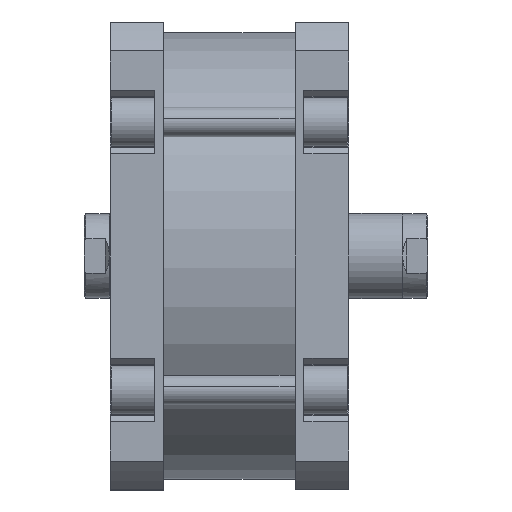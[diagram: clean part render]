
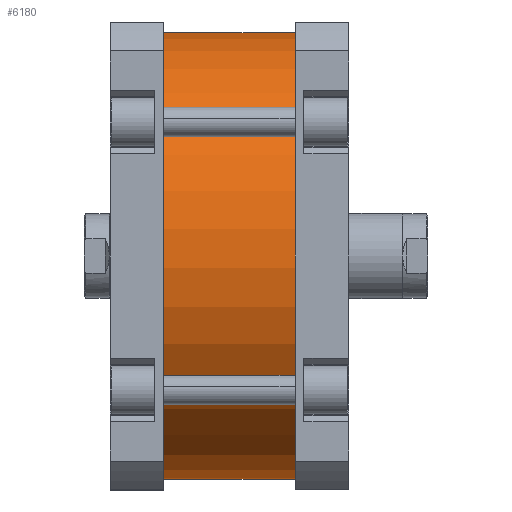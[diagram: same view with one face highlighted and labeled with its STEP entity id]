
A CAD part, front view. The second image highlights one B-rep face of the part: STEP entity #6180.
In plain terms, the highlighted cylindrical face has radius 105 mm (diameter 210 mm), a partial arc.
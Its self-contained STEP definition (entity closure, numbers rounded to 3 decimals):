
#110 = AXIS2_PLACEMENT_3D ( 'NONE', #2563, #2574, #2575 ) ;
#134 = AXIS2_PLACEMENT_3D ( 'NONE', #2695, #2700, #2701 ) ;
#350 = AXIS2_PLACEMENT_3D ( 'NONE', #3758, #3757, #3756 ) ;
#858 = LINE ( 'NONE', #5866, #859 ) ;
#859 = VECTOR ( 'NONE', #5867, 1000. ) ;
#861 = LINE ( 'NONE', #5865, #863 ) ;
#863 = VECTOR ( 'NONE', #5873, 1000. ) ;
#1245 = EDGE_CURVE ( 'NONE', #4235, #4340, #858, .T. ) ;
#1249 = EDGE_CURVE ( 'NONE', #4344, #4297, #861, .T. ) ;
#1349 = EDGE_CURVE ( 'NONE', #4344, #4235, #1864, .T. ) ;
#1411 = EDGE_CURVE ( 'NONE', #4297, #4340, #1943, .T. ) ;
#1864 = CIRCLE ( 'NONE', #110, 105. ) ;
#1943 = CIRCLE ( 'NONE', #134, 105. ) ;
#2356 = FACE_OUTER_BOUND ( 'NONE', #5319, .T. ) ;
#2364 = CYLINDRICAL_SURFACE ( 'NONE', #350, 105. ) ;
#2563 = CARTESIAN_POINT ( 'NONE',  ( 0., 0., 62. ) ) ;
#2574 = DIRECTION ( 'NONE',  ( 0., 0., 1. ) ) ;
#2575 = DIRECTION ( 'NONE',  ( 1., 0., 0. ) ) ;
#2695 = CARTESIAN_POINT ( 'NONE',  ( 0., 0., 0. ) ) ;
#2700 = DIRECTION ( 'NONE',  ( 0., 0., 1. ) ) ;
#2701 = DIRECTION ( 'NONE',  ( 1., 0., 0. ) ) ;
#2920 = CARTESIAN_POINT ( 'NONE',  ( 105., 0., 62. ) ) ;
#2982 = CARTESIAN_POINT ( 'NONE',  ( -105., 0., 0. ) ) ;
#3023 = CARTESIAN_POINT ( 'NONE',  ( 105., 0., 0. ) ) ;
#3027 = CARTESIAN_POINT ( 'NONE',  ( -105., 0., 62. ) ) ;
#3756 = DIRECTION ( 'NONE',  ( -1., 0., 0. ) ) ;
#3757 = DIRECTION ( 'NONE',  ( 0., 0., -1. ) ) ;
#3758 = CARTESIAN_POINT ( 'NONE',  ( 0., 0., 62. ) ) ;
#4235 = VERTEX_POINT ( 'NONE', #2920 ) ;
#4297 = VERTEX_POINT ( 'NONE', #2982 ) ;
#4340 = VERTEX_POINT ( 'NONE', #3023 ) ;
#4344 = VERTEX_POINT ( 'NONE', #3027 ) ;
#4903 = ORIENTED_EDGE ( 'NONE', *, *, #1349, .F. ) ;
#4921 = ORIENTED_EDGE ( 'NONE', *, *, #1249, .T. ) ;
#4923 = ORIENTED_EDGE ( 'NONE', *, *, #1245, .F. ) ;
#4944 = ORIENTED_EDGE ( 'NONE', *, *, #1411, .T. ) ;
#5319 = EDGE_LOOP ( 'NONE', ( #4923, #4903, #4921, #4944 ) ) ;
#5865 = CARTESIAN_POINT ( 'NONE',  ( -105., 0., 62. ) ) ;
#5866 = CARTESIAN_POINT ( 'NONE',  ( 105., 0., 62. ) ) ;
#5867 = DIRECTION ( 'NONE',  ( 0., 0., -1. ) ) ;
#5873 = DIRECTION ( 'NONE',  ( 0., 0., -1. ) ) ;
#6180 = ADVANCED_FACE ( 'NONE', ( #2356 ), #2364, .T. ) ;
